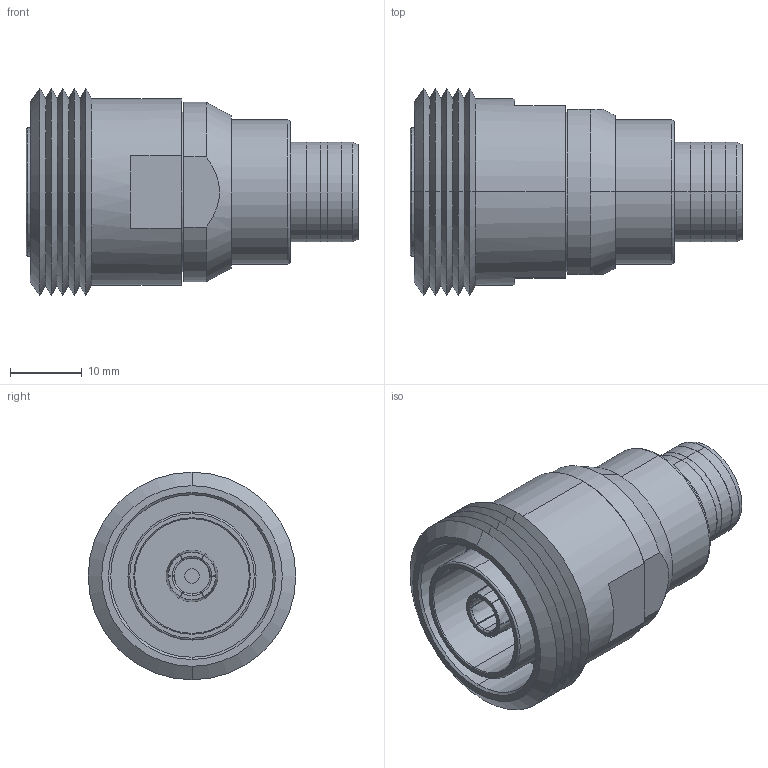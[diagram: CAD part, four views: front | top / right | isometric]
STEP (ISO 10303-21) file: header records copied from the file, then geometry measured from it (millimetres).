
FILE_DESCRIPTION (( 'STEP AP214' ), '1' );
FILE_NAME ('ADF-1600.STEP', '2013-09-05T13:19:34', ( 'L-Com' ), ( 'L-Com Global Connectivity' ), 'SwSTEP 2.0', 'SolidWorks 2012', '' );
FILE_SCHEMA (( 'AUTOMOTIVE_DESIGN' ));
Length unit declared in the file: inch
Products named in the file (1): ADF-1600
Bounding box: 46.2 x 28.88 x 28.88 mm (x, y, z)
Volume: 13764.4 mm3; surface area: 7735.4 mm2
Topology: 1 solids, 1 shells, 136 faces, 318 edges, 200 vertices
Faces by surface type: plane 48, cylinder 35, cone 33, torus 20
Entity records: 4195 total; most frequent: CARTESIAN_POINT 950, DIRECTION 700, ORIENTED_EDGE 636, EDGE_CURVE 318, AXIS2_PLACEMENT_3D 299, VERTEX_POINT 200, CIRCLE 162, EDGE_LOOP 152
